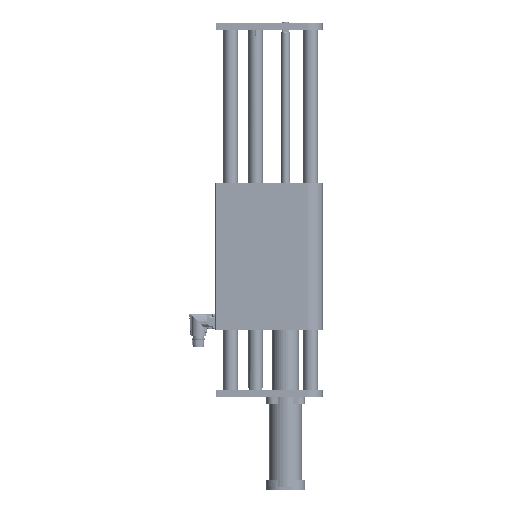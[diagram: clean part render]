
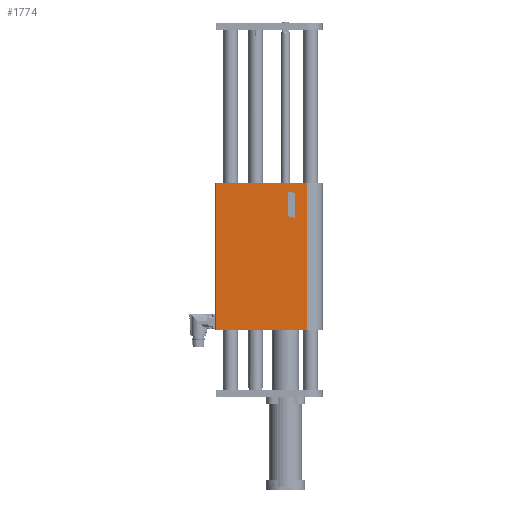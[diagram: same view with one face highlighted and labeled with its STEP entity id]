
A CAD part, left-side view. The second image highlights one B-rep face of the part: STEP entity #1774.
In plain terms, the highlighted planar face has unit normal (-1, 0, 0).
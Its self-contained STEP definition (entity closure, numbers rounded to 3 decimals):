
#1774 = ADVANCED_FACE ( 'NONE', ( #49527, #26684 ), #70159, .T. ) ;
#5340 = DIRECTION ( 'NONE',  ( -1., 0., 0. ) ) ;
#6978 = CARTESIAN_POINT ( 'NONE',  ( -22.5, -46.059, 0. ) ) ;
#14554 = CARTESIAN_POINT ( 'NONE',  ( -22.5, -46.059, 56.01 ) ) ;
#15710 = CARTESIAN_POINT ( 'NONE',  ( -22.5, -71.5, -103. ) ) ;
#16015 = CARTESIAN_POINT ( 'NONE',  ( -22.5, 57., -103. ) ) ;
#17357 = ORIENTED_EDGE ( 'NONE', *, *, #46131, .T. ) ;
#17598 = LINE ( 'NONE', #6978, #58920 ) ;
#17931 = CARTESIAN_POINT ( 'NONE',  ( -22.5, 57., 103. ) ) ;
#20271 = CARTESIAN_POINT ( 'NONE',  ( -22.5, -20.493, 96.247 ) ) ;
#21272 = CARTESIAN_POINT ( 'NONE',  ( -22.5, -71.5, 103. ) ) ;
#24180 = CARTESIAN_POINT ( 'NONE',  ( -22.5, -55.043, 54.099 ) ) ;
#25717 = VERTEX_POINT ( 'NONE', #24180 ) ;
#26684 = FACE_BOUND ( 'NONE', #74848, .T. ) ;
#26963 = EDGE_CURVE ( 'NONE', #25717, #108782, #69292, .T. ) ;
#30862 = DIRECTION ( 'NONE',  ( 0., 0., -1. ) ) ;
#34000 = CARTESIAN_POINT ( 'NONE',  ( -22.5, -46.059, 90.803 ) ) ;
#38699 = VECTOR ( 'NONE', #139212, 1000. ) ;
#40877 = CARTESIAN_POINT ( 'NONE',  ( -22.5, 55.5, -103. ) ) ;
#41977 = CARTESIAN_POINT ( 'NONE',  ( -22.5, -55.043, 88.89 ) ) ;
#43374 = VERTEX_POINT ( 'NONE', #34000 ) ;
#44198 = EDGE_CURVE ( 'NONE', #54182, #25717, #139102, .T. ) ;
#44844 = EDGE_LOOP ( 'NONE', ( #76631, #17357, #58801, #104215 ) ) ;
#46131 = EDGE_CURVE ( 'NONE', #91627, #124589, #85031, .T. ) ;
#49527 = FACE_OUTER_BOUND ( 'NONE', #44844, .T. ) ;
#54031 = VECTOR ( 'NONE', #81977, 1000. ) ;
#54182 = VERTEX_POINT ( 'NONE', #41977 ) ;
#55580 = VECTOR ( 'NONE', #30862, 1000. ) ;
#58801 = ORIENTED_EDGE ( 'NONE', *, *, #58985, .T. ) ;
#58920 = VECTOR ( 'NONE', #68944, 1000. ) ;
#58985 = EDGE_CURVE ( 'NONE', #124589, #64205, #88472, .T. ) ;
#60875 = VECTOR ( 'NONE', #112746, 1000. ) ;
#61523 = AXIS2_PLACEMENT_3D ( 'NONE', #16015, #5340, #135666 ) ;
#64205 = VERTEX_POINT ( 'NONE', #75641 ) ;
#66670 = VECTOR ( 'NONE', #98458, 1000. ) ;
#68115 = EDGE_CURVE ( 'NONE', #64205, #114592, #94041, .T. ) ;
#68944 = DIRECTION ( 'NONE',  ( 0., 0., 1. ) ) ;
#69292 = LINE ( 'NONE', #92076, #60875 ) ;
#70159 = PLANE ( 'NONE',  #61523 ) ;
#74848 = EDGE_LOOP ( 'NONE', ( #139804, #83258, #111116, #137634 ) ) ;
#75018 = VECTOR ( 'NONE', #126262, 1000. ) ;
#75641 = CARTESIAN_POINT ( 'NONE',  ( -22.5, -71.5, -103. ) ) ;
#76631 = ORIENTED_EDGE ( 'NONE', *, *, #89032, .F. ) ;
#81977 = DIRECTION ( 'NONE',  ( 0., 0., 1. ) ) ;
#83258 = ORIENTED_EDGE ( 'NONE', *, *, #44198, .T. ) ;
#83488 = LINE ( 'NONE', #17931, #75018 ) ;
#85031 = LINE ( 'NONE', #40877, #55580 ) ;
#88472 = LINE ( 'NONE', #132598, #88889 ) ;
#88889 = VECTOR ( 'NONE', #89885, 1000. ) ;
#89032 = EDGE_CURVE ( 'NONE', #91627, #114592, #83488, .T. ) ;
#89885 = DIRECTION ( 'NONE',  ( 0., -1., 0. ) ) ;
#90541 = EDGE_CURVE ( 'NONE', #108782, #43374, #17598, .T. ) ;
#91627 = VERTEX_POINT ( 'NONE', #95590 ) ;
#92076 = CARTESIAN_POINT ( 'NONE',  ( -22.5, -13.398, 62.961 ) ) ;
#94041 = LINE ( 'NONE', #15710, #54031 ) ;
#95590 = CARTESIAN_POINT ( 'NONE',  ( -22.5, 55.5, 103. ) ) ;
#98458 = DIRECTION ( 'NONE',  ( 0., 0., -1. ) ) ;
#104215 = ORIENTED_EDGE ( 'NONE', *, *, #68115, .T. ) ;
#108782 = VERTEX_POINT ( 'NONE', #14554 ) ;
#109835 = CARTESIAN_POINT ( 'NONE',  ( -22.5, -55.043, 0. ) ) ;
#111116 = ORIENTED_EDGE ( 'NONE', *, *, #26963, .T. ) ;
#112746 = DIRECTION ( 'NONE',  ( 0., 0.978, 0.208 ) ) ;
#114592 = VERTEX_POINT ( 'NONE', #21272 ) ;
#115750 = EDGE_CURVE ( 'NONE', #43374, #54182, #140620, .T. ) ;
#124589 = VERTEX_POINT ( 'NONE', #135965 ) ;
#126262 = DIRECTION ( 'NONE',  ( 0., -1., 0. ) ) ;
#132598 = CARTESIAN_POINT ( 'NONE',  ( -22.5, 57., -103. ) ) ;
#135666 = DIRECTION ( 'NONE',  ( 0., -1., 0. ) ) ;
#135965 = CARTESIAN_POINT ( 'NONE',  ( -22.5, 55.5, -103. ) ) ;
#137634 = ORIENTED_EDGE ( 'NONE', *, *, #90541, .T. ) ;
#139102 = LINE ( 'NONE', #109835, #66670 ) ;
#139212 = DIRECTION ( 'NONE',  ( 0., -0.978, -0.208 ) ) ;
#139804 = ORIENTED_EDGE ( 'NONE', *, *, #115750, .T. ) ;
#140620 = LINE ( 'NONE', #20271, #38699 ) ;
